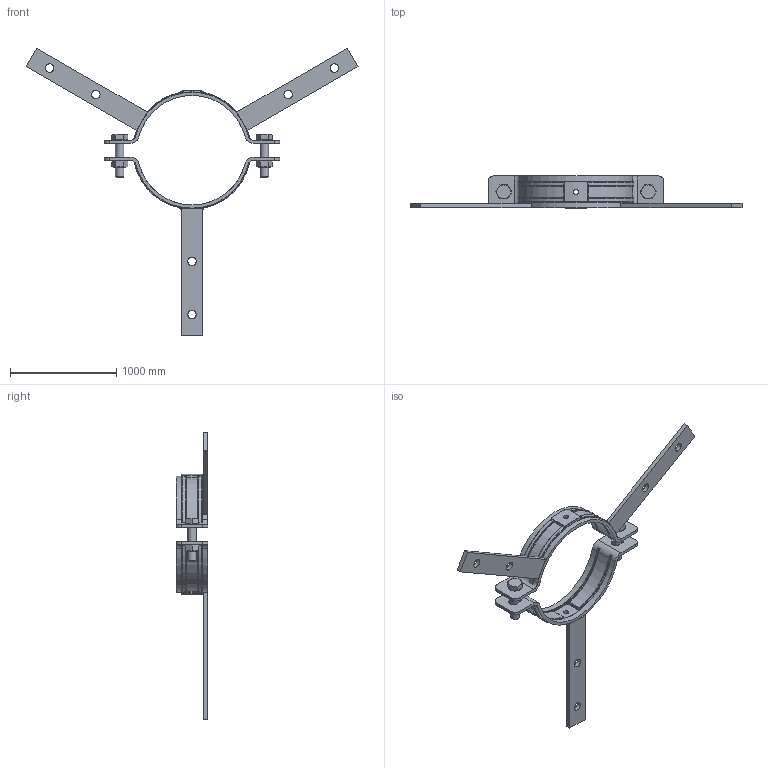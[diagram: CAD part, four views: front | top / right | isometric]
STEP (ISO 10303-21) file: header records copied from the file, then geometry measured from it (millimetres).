
FILE_DESCRIPTION(/* description */ (''),/* implementation_level */ '2;1');
FILE_NAME(/* name */ '18980.100X_3D.stp',/* time_stamp */ '2024-12-12T07:41:04+01:00',/* author */ ('CAD'),/* organization */ (''),/* preprocessor_version */ 'ST-DEVELOPER v20',/* originating_system */ 'AutoCAD Mechanical',/* authorisation */ '');
FILE_SCHEMA (('AUTOMOTIVE_DESIGN { 1 0 10303 214 3 1 1 }'));
Length unit declared in the file: centimetre
Products named in the file (2): Product; *S0
Assembly tree (1 placements, depth 2):
  Product
    *S0
Bounding box: 3122.43 x 300 x 2704.1 mm (x, y, z)
Volume: 71300712.9 mm3; surface area: 5092499.9 mm2
Topology: 9 solids, 9 shells, 530 faces, 1284 edges, 736 vertices
Faces by surface type: bspline 140, cylinder 136, plane 120, torus 102, cone 22, sphere 10
Full cylindrical faces by diameter (mm): 50 x2, 66.47 x2, 80 x8, 130 x2
Entity records: 21069 total; most frequent: CARTESIAN_POINT 9569, ORIENTED_EDGE 2492, DIRECTION 2244, EDGE_CURVE 1246, AXIS2_PLACEMENT_3D 951, VERTEX_POINT 736, EDGE_LOOP 560, CIRCLE 538
